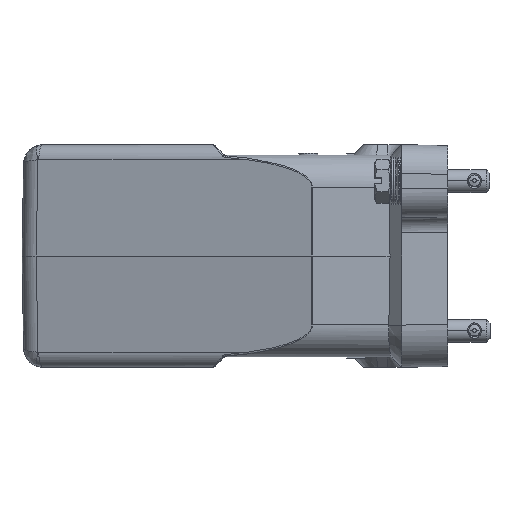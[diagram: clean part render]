
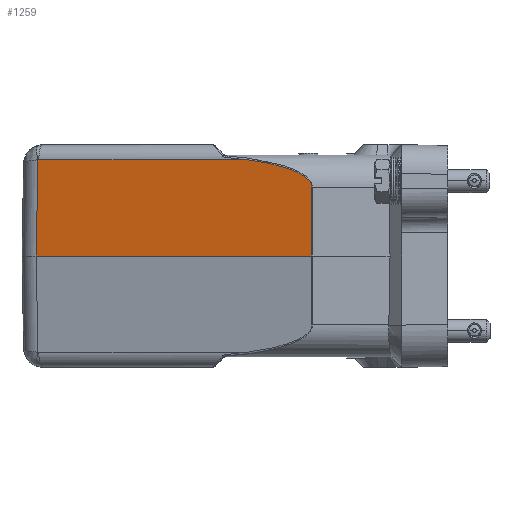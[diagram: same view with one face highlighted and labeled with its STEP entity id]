
A CAD part, left-side view. The second image highlights one B-rep face of the part: STEP entity #1259.
In plain terms, the highlighted planar face has unit normal (-0.966, 0.259, 0.018).
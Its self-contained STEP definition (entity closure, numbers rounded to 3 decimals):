
#521=PLANE('',#14532);
#1259=ADVANCED_FACE('NONE',(#2228),#521,.T.);
#2228=FACE_OUTER_BOUND('',#3019,.T.);
#3019=EDGE_LOOP('',(#7747,#7748,#7749,#7750,#7751,#7752));
#4130=LINE('',#25684,#5069);
#4286=LINE('',#26750,#5225);
#4287=LINE('',#26769,#5226);
#4288=LINE('',#26771,#5227);
#5069=VECTOR('',#16343,1.);
#5225=VECTOR('',#16691,1.);
#5226=VECTOR('',#16694,1.);
#5227=VECTOR('',#16695,1.);
#7747=ORIENTED_EDGE('',*,*,#12301,.F.);
#7748=ORIENTED_EDGE('',*,*,#12302,.T.);
#7749=ORIENTED_EDGE('',*,*,#12303,.F.);
#7750=ORIENTED_EDGE('',*,*,#12088,.F.);
#7751=ORIENTED_EDGE('',*,*,#12087,.T.);
#7752=ORIENTED_EDGE('',*,*,#12299,.T.);
#10436=VERTEX_POINT('',#25539);
#10438=VERTEX_POINT('',#25579);
#10439=VERTEX_POINT('',#25685);
#10547=VERTEX_POINT('',#26749);
#10548=VERTEX_POINT('',#26768);
#10549=VERTEX_POINT('',#26770);
#12087=EDGE_CURVE('NONE',#10438,#10436,#13527,.T.);
#12088=EDGE_CURVE('NONE',#10438,#10439,#4130,.T.);
#12299=EDGE_CURVE('NONE',#10436,#10547,#4286,.T.);
#12301=EDGE_CURVE('NONE',#10548,#10547,#13572,.T.);
#12302=EDGE_CURVE('NONE',#10548,#10549,#4287,.T.);
#12303=EDGE_CURVE('NONE',#10439,#10549,#4288,.T.);
#13527=B_SPLINE_CURVE_WITH_KNOTS('',3,(#25580,#25581,#25582,#25583,#25584,
#25585,#25586,#25587,#25588,#25589,#25590,#25591,#25592,#25593,#25594,#25595,
#25596,#25597,#25598,#25599,#25600,#25601,#25602,#25603,#25604,#25605,#25606,
#25607,#25608,#25609,#25610,#25611),.UNSPECIFIED.,.F.,.F.,(4,2,1,1,1,1,
2,2,1,1,1,1,2,2,1,1,1,1,1,1,2,2,4),(0.,0.125,0.187,
0.219,0.234,0.242,0.246,
0.25,0.375,0.437,0.469,
0.484,0.492,0.5,0.625,
0.688,0.719,0.734,0.742,
0.746,0.748,0.75,1.),.UNSPECIFIED.);
#13572=B_SPLINE_CURVE_WITH_KNOTS('',3,(#26764,#26765,#26766,#26767),
 .UNSPECIFIED.,.F.,.F.,(4,4),(0.,1.),.UNSPECIFIED.);
#14532=AXIS2_PLACEMENT_3D('',#26772,#16696,#16697);
#16343=DIRECTION('',(-0.017,0.002,-1.));
#16691=DIRECTION('',(0.259,0.966,0.));
#16694=DIRECTION('',(-0.013,0.017,-1.));
#16695=DIRECTION('',(0.259,0.966,0.));
#16696=DIRECTION('',(-0.966,0.259,0.017));
#16697=DIRECTION('',(-0.259,-0.966,0.));
#25539=CARTESIAN_POINT('',(-56.529,52.287,25.07));
#25579=CARTESIAN_POINT('',(-61.17,35.448,17.948));
#25580=CARTESIAN_POINT('',(-61.17,35.448,17.948));
#25581=CARTESIAN_POINT('',(-61.163,35.448,18.338));
#25582=CARTESIAN_POINT('',(-61.127,35.553,18.726));
#25583=CARTESIAN_POINT('',(-61.031,35.873,19.31));
#25584=CARTESIAN_POINT('',(-60.972,36.074,19.6));
#25585=CARTESIAN_POINT('',(-60.884,36.379,19.935));
#25586=CARTESIAN_POINT('',(-60.836,36.55,20.102));
#25587=CARTESIAN_POINT('',(-60.81,36.64,20.185));
#25588=CARTESIAN_POINT('',(-60.799,36.679,20.22));
#25589=CARTESIAN_POINT('',(-60.791,36.706,20.244));
#25590=CARTESIAN_POINT('',(-60.787,36.72,20.257));
#25591=CARTESIAN_POINT('',(-60.672,37.127,20.614));
#25592=CARTESIAN_POINT('',(-60.47,37.845,21.119));
#25593=CARTESIAN_POINT('',(-60.177,38.902,21.679));
#25594=CARTESIAN_POINT('',(-60.016,39.486,21.952));
#25595=CARTESIAN_POINT('',(-59.931,39.791,22.087));
#25596=CARTESIAN_POINT('',(-59.894,39.925,22.144));
#25597=CARTESIAN_POINT('',(-59.87,40.015,22.182));
#25598=CARTESIAN_POINT('',(-59.857,40.061,22.202));
#25599=CARTESIAN_POINT('',(-59.649,40.817,22.517));
#25600=CARTESIAN_POINT('',(-59.328,41.984,22.938));
#25601=CARTESIAN_POINT('',(-58.908,43.522,23.389));
#25602=CARTESIAN_POINT('',(-58.686,44.335,23.605));
#25603=CARTESIAN_POINT('',(-58.572,44.753,23.71));
#25604=CARTESIAN_POINT('',(-58.515,44.964,23.762));
#25605=CARTESIAN_POINT('',(-58.486,45.071,23.788));
#25606=CARTESIAN_POINT('',(-58.473,45.116,23.799));
#25607=CARTESIAN_POINT('',(-58.465,45.147,23.806));
#25608=CARTESIAN_POINT('',(-58.461,45.161,23.81));
#25609=CARTESIAN_POINT('',(-57.875,47.313,24.326));
#25610=CARTESIAN_POINT('',(-57.233,49.683,24.744));
#25611=CARTESIAN_POINT('',(-56.529,52.287,25.07));
#25684=CARTESIAN_POINT('',(-61.164,35.448,18.273));
#25685=CARTESIAN_POINT('',(-61.483,35.49,0.));
#26749=CARTESIAN_POINT('',(-41.972,106.615,25.07));
#26750=CARTESIAN_POINT('',(-40.827,110.887,25.07));
#26764=CARTESIAN_POINT('',(-41.908,106.857,25.04));
#26765=CARTESIAN_POINT('',(-41.928,106.778,25.06));
#26766=CARTESIAN_POINT('',(-41.95,106.697,25.07));
#26767=CARTESIAN_POINT('',(-41.972,106.615,25.07));
#26768=CARTESIAN_POINT('',(-41.908,106.857,25.04));
#26769=CARTESIAN_POINT('',(-41.908,106.857,25.04));
#26770=CARTESIAN_POINT('',(-42.243,107.295,0.));
#26771=CARTESIAN_POINT('',(-41.25,111.,0.));
#26772=CARTESIAN_POINT('',(-41.25,111.,0.));
